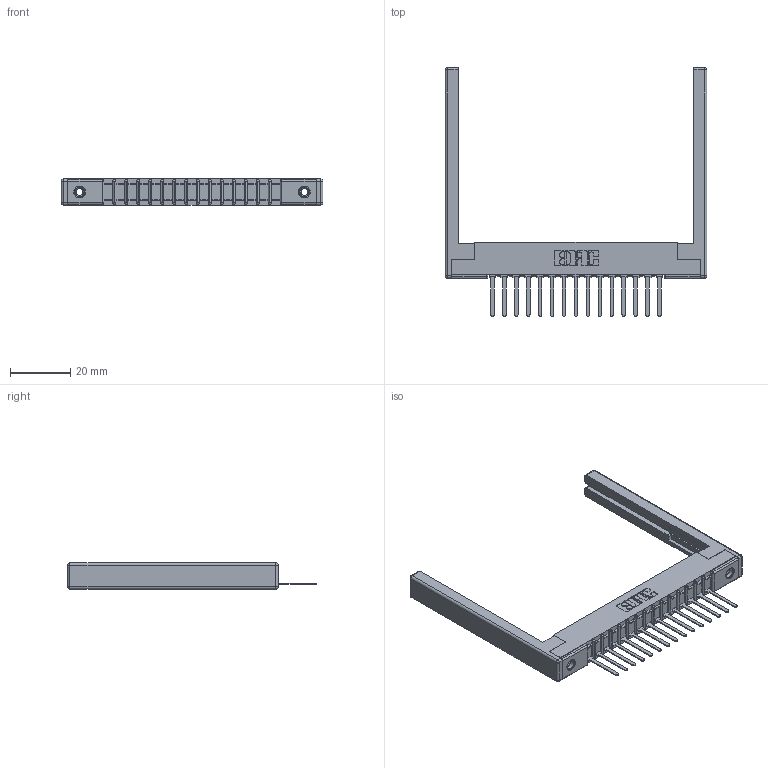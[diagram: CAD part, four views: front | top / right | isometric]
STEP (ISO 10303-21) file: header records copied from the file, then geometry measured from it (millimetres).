
FILE_DESCRIPTION (( 'STEP AP203' ), '1' );
FILE_NAME ('307-015-541-168.STEP', '2019-09-04T21:00:14', ( '' ), ( '' ), 'SwSTEP 2.0', 'SolidWorks 2016', '' );
FILE_SCHEMA (( 'CONFIG_CONTROL_DESIGN' ));
Length unit declared in the file: inch
Products named in the file (5): 307-220-068; 307-015-541-168; 307-290-002_541; 345-250-001_345-250-001-102; 307 Part_.156 Dia Mounting Holes
Assembly tree (20 placements, depth 2):
  307-015-541-168
    307 Part_.156 Dia Mounting Holes
    307-290-002_541  x15
    307-220-068  x2
    345-250-001_345-250-001-102  x2
Bounding box: 86.87 x 82.55 x 8.71 mm (x, y, z)
Volume: 10332.3 mm3; surface area: 14388 mm2
Topology: 20 solids, 20 shells, 1398 faces, 4193 edges, 2730 vertices
Faces by surface type: plane 833, cylinder 509, sphere 40, cone 12, torus 4
Entity records: 19665 total; most frequent: CARTESIAN_POINT 3277, ORIENTED_EDGE 3256, DIRECTION 3214, EDGE_CURVE 1628, LINE 1232, VECTOR 1232, VERTEX_POINT 1054, AXIS2_PLACEMENT_3D 991
